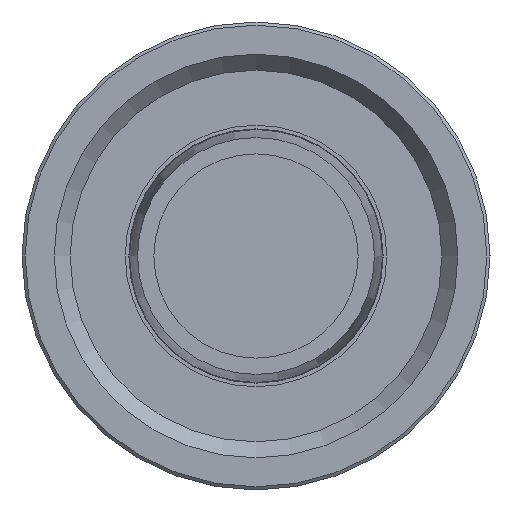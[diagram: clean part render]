
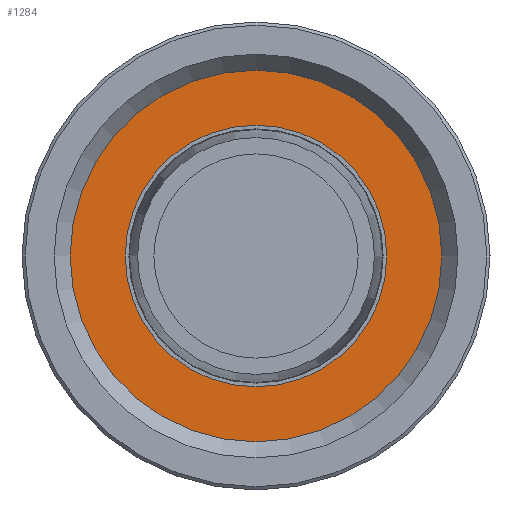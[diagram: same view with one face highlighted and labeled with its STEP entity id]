
A CAD part, left-side view. The second image highlights one B-rep face of the part: STEP entity #1284.
In plain terms, the highlighted planar face has unit normal (-1, 0, 0).
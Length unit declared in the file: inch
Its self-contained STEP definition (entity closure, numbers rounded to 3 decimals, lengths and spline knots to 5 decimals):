
#76 = CARTESIAN_POINT ( 'NONE',  ( 0.31323, 0., 0. ) ) ;
#107 = DIRECTION ( 'NONE',  ( 1., 0., 0. ) ) ;
#720 = CARTESIAN_POINT ( 'NONE',  ( 0.31323, 0., 0. ) ) ;
#875 = DIRECTION ( 'NONE',  ( 0., -1., 0. ) ) ;
#933 = VERTEX_POINT ( 'NONE', #3438 ) ;
#1028 = AXIS2_PLACEMENT_3D ( 'NONE', #76, #3933, #1411 ) ;
#1063 = DIRECTION ( 'NONE',  ( 0., 1., 0. ) ) ;
#1157 = DIRECTION ( 'NONE',  ( -1., 0., 0. ) ) ;
#1284 = ADVANCED_FACE ( 'NONE', ( #1446, #2076 ), #2120, .T. ) ;
#1411 = DIRECTION ( 'NONE',  ( 0., 1., 0. ) ) ;
#1442 = ORIENTED_EDGE ( 'NONE', *, *, #3304, .F. ) ;
#1446 = FACE_BOUND ( 'NONE', #1876, .T. ) ;
#1468 = CARTESIAN_POINT ( 'NONE',  ( 0.31323, 0.07393, 0. ) ) ;
#1504 = CIRCLE ( 'NONE', #1822, 0.10501 ) ;
#1783 = ORIENTED_EDGE ( 'NONE', *, *, #4034, .T. ) ;
#1822 = AXIS2_PLACEMENT_3D ( 'NONE', #720, #107, #1063 ) ;
#1876 = EDGE_LOOP ( 'NONE', ( #1783 ) ) ;
#2076 = FACE_OUTER_BOUND ( 'NONE', #3003, .T. ) ;
#2120 = PLANE ( 'NONE',  #3243 ) ;
#2158 = VERTEX_POINT ( 'NONE', #2177 ) ;
#2177 = CARTESIAN_POINT ( 'NONE',  ( 0.31323, 0.10501, 0. ) ) ;
#3003 = EDGE_LOOP ( 'NONE', ( #1442 ) ) ;
#3193 = CIRCLE ( 'NONE', #1028, 0.07393 ) ;
#3243 = AXIS2_PLACEMENT_3D ( 'NONE', #1468, #1157, #875 ) ;
#3304 = EDGE_CURVE ( 'NONE', #2158, #2158, #1504, .T. ) ;
#3438 = CARTESIAN_POINT ( 'NONE',  ( 0.31323, 0.07393, 0. ) ) ;
#3933 = DIRECTION ( 'NONE',  ( 1., 0., 0. ) ) ;
#4034 = EDGE_CURVE ( 'NONE', #933, #933, #3193, .T. ) ;
